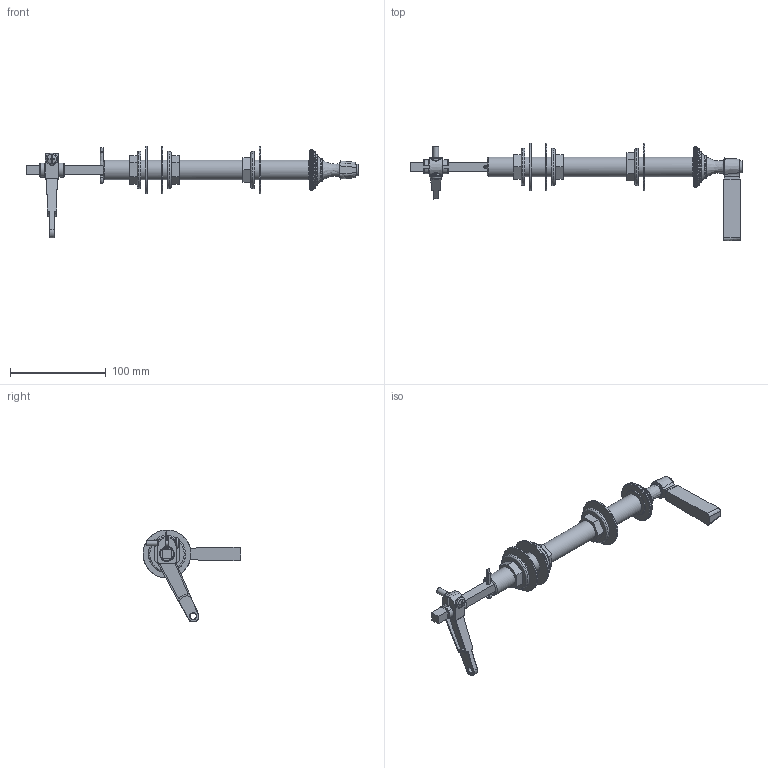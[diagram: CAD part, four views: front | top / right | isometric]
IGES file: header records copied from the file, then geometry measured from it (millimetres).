
Global section: file name: V677-EXT; native system: Autodesk Inventor 2014; preprocessor: unknown; author: adaniels; date: 20131107.090737; units: millimetre
Bounding box: 346.75 x 102.32 x 96.01 mm (x, y, z)
Volume: 127174.7 mm3; surface area: 80983.1 mm2
Topology: 16 solids, 16 shells, 620 faces, 1512 edges, 957 vertices
Faces by surface type: bspline 620
